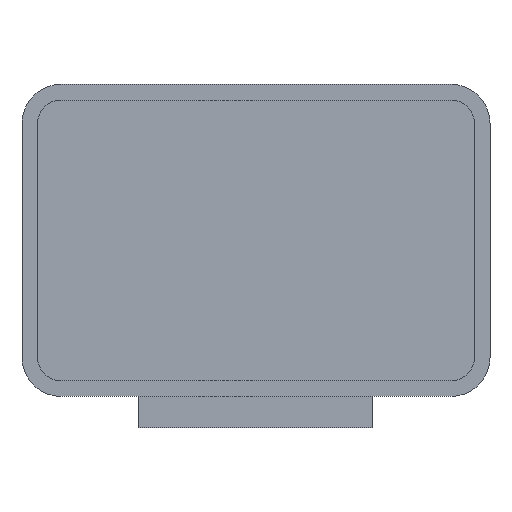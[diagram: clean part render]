
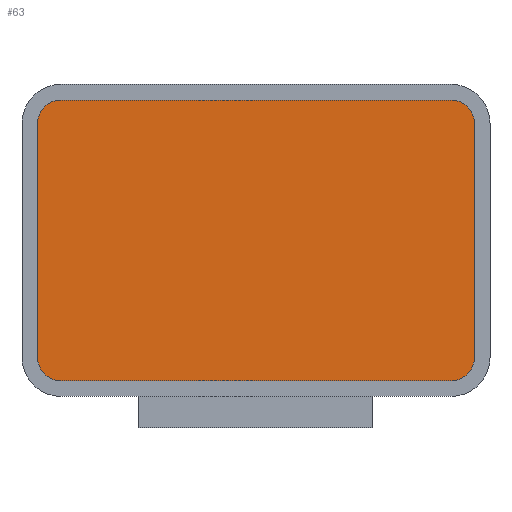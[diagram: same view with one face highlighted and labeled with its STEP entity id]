
A CAD part, front view. The second image highlights one B-rep face of the part: STEP entity #63.
In plain terms, the highlighted planar face has unit normal (0, -1, 0).
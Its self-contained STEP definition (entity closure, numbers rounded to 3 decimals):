
#63 = ADVANCED_FACE( '', ( #149 ), #150, .F. );
#149 = FACE_OUTER_BOUND( '', #258, .T. );
#150 = PLANE( '', #259 );
#258 = EDGE_LOOP( '', ( #376, #377, #378, #379, #380, #381, #382, #383 ) );
#259 = AXIS2_PLACEMENT_3D( '', #384, #385, #386 );
#376 = ORIENTED_EDGE( '', *, *, #667, .F. );
#377 = ORIENTED_EDGE( '', *, *, #668, .F. );
#378 = ORIENTED_EDGE( '', *, *, #652, .F. );
#379 = ORIENTED_EDGE( '', *, *, #669, .F. );
#380 = ORIENTED_EDGE( '', *, *, #670, .F. );
#381 = ORIENTED_EDGE( '', *, *, #671, .F. );
#382 = ORIENTED_EDGE( '', *, *, #672, .F. );
#383 = ORIENTED_EDGE( '', *, *, #673, .F. );
#384 = CARTESIAN_POINT( '', ( -1.25, -24.995, -0.75 ) );
#385 = DIRECTION( '', ( 0., 1., 0. ) );
#386 = DIRECTION( '', ( 0., 0., 1. ) );
#652 = EDGE_CURVE( '', #769, #770, #771, .T. );
#667 = EDGE_CURVE( '', #796, #797, #798, .T. );
#668 = EDGE_CURVE( '', #770, #796, #799, .T. );
#669 = EDGE_CURVE( '', #800, #769, #801, .T. );
#670 = EDGE_CURVE( '', #802, #800, #803, .T. );
#671 = EDGE_CURVE( '', #804, #802, #805, .T. );
#672 = EDGE_CURVE( '', #806, #804, #807, .T. );
#673 = EDGE_CURVE( '', #797, #806, #808, .T. );
#769 = VERTEX_POINT( '', #942 );
#770 = VERTEX_POINT( '', #943 );
#771 = CIRCLE( '', #944, 0.15 );
#796 = VERTEX_POINT( '', #979 );
#797 = VERTEX_POINT( '', #980 );
#798 = CIRCLE( '', #981, 0.15 );
#799 = LINE( '', #982, #983 );
#800 = VERTEX_POINT( '', #984 );
#801 = LINE( '', #985, #986 );
#802 = VERTEX_POINT( '', #987 );
#803 = CIRCLE( '', #988, 0.15 );
#804 = VERTEX_POINT( '', #989 );
#805 = LINE( '', #990, #991 );
#806 = VERTEX_POINT( '', #992 );
#807 = CIRCLE( '', #993, 0.15 );
#808 = LINE( '', #994, #995 );
#942 = CARTESIAN_POINT( '', ( 1.4, -24.995, -0.75 ) );
#943 = CARTESIAN_POINT( '', ( 1.25, -24.995, -0.9 ) );
#944 = AXIS2_PLACEMENT_3D( '', #1174, #1175, #1176 );
#979 = CARTESIAN_POINT( '', ( -1.25, -24.995, -0.9 ) );
#980 = CARTESIAN_POINT( '', ( -1.4, -24.995, -0.75 ) );
#981 = AXIS2_PLACEMENT_3D( '', #1190, #1191, #1192 );
#982 = CARTESIAN_POINT( '', ( 1.25, -24.995, -0.9 ) );
#983 = VECTOR( '', #1193, 1000. );
#984 = CARTESIAN_POINT( '', ( 1.4, -24.995, 0.75 ) );
#985 = CARTESIAN_POINT( '', ( 1.4, -24.995, 0.75 ) );
#986 = VECTOR( '', #1194, 1000. );
#987 = CARTESIAN_POINT( '', ( 1.25, -24.995, 0.9 ) );
#988 = AXIS2_PLACEMENT_3D( '', #1195, #1196, #1197 );
#989 = CARTESIAN_POINT( '', ( -1.25, -24.995, 0.9 ) );
#990 = CARTESIAN_POINT( '', ( -1.25, -24.995, 0.9 ) );
#991 = VECTOR( '', #1198, 1000. );
#992 = CARTESIAN_POINT( '', ( -1.4, -24.995, 0.75 ) );
#993 = AXIS2_PLACEMENT_3D( '', #1199, #1200, #1201 );
#994 = CARTESIAN_POINT( '', ( -1.4, -24.995, -0.75 ) );
#995 = VECTOR( '', #1202, 1000. );
#1174 = CARTESIAN_POINT( '', ( 1.25, -24.995, -0.75 ) );
#1175 = DIRECTION( '', ( 0., 1., 0. ) );
#1176 = DIRECTION( '', ( 1., 0., 0. ) );
#1190 = CARTESIAN_POINT( '', ( -1.25, -24.995, -0.75 ) );
#1191 = DIRECTION( '', ( 0., 1., 0. ) );
#1192 = DIRECTION( '', ( 1., 0., 0. ) );
#1193 = DIRECTION( '', ( -1., 0., 0. ) );
#1194 = DIRECTION( '', ( 0., 0., -1. ) );
#1195 = CARTESIAN_POINT( '', ( 1.25, -24.995, 0.75 ) );
#1196 = DIRECTION( '', ( 0., 1., 0. ) );
#1197 = DIRECTION( '', ( -1., 0., 0. ) );
#1198 = DIRECTION( '', ( 1., 0., 0. ) );
#1199 = CARTESIAN_POINT( '', ( -1.25, -24.995, 0.75 ) );
#1200 = DIRECTION( '', ( 0., 1., 0. ) );
#1201 = DIRECTION( '', ( 1., 0., 0. ) );
#1202 = DIRECTION( '', ( 0., 0., 1. ) );
